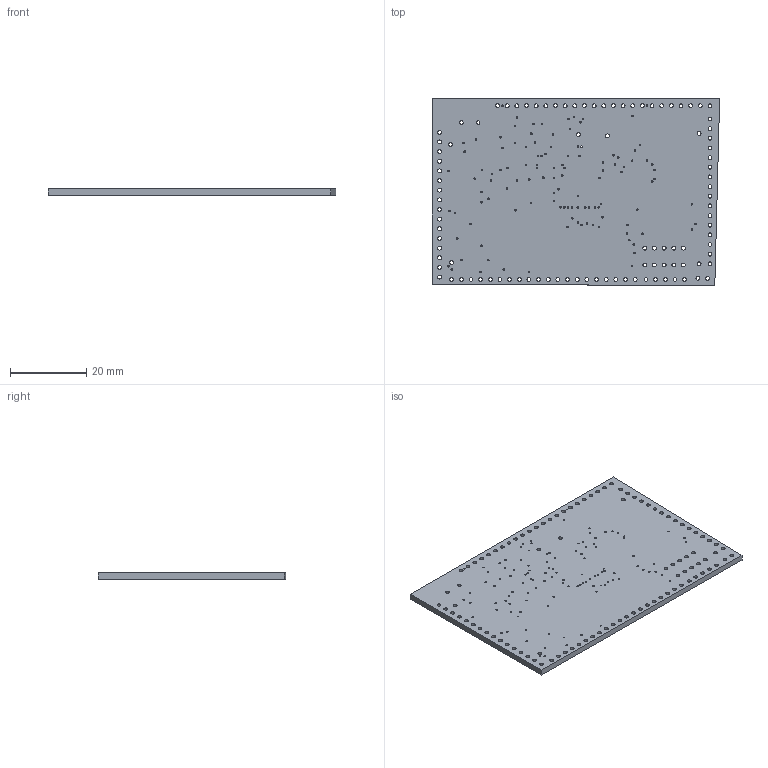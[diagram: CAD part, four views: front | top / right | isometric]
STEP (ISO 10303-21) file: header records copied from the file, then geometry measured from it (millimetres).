
FILE_DESCRIPTION(('for SolidWorks'),'2;1');
FILE_NAME('STM32F765VIT6 STEP.step', '2022-09-28T14:48:22',('murat'),(''),'Open CASCADE STEP processor 6.6' ,'DipTrace','Unknown');
FILE_SCHEMA(('AUTOMOTIVE_DESIGN { 1 0 10303 214 1 1 1 1 }'));
Length unit declared in the file: millimetre
Products named in the file (2): PCB_STM32F765VIT6_STEP; Board_STM32F765VIT6_STEP
Assembly tree (1 placements, depth 2):
  PCB_STM32F765VIT6_STEP
    Board_STM32F765VIT6_STEP
Bounding box: 75.56 x 49.21 x 1.59 mm (x, y, z)
Volume: 5691.8 mm3; surface area: 8291.1 mm2
Topology: 1 solids, 1 shells, 221 faces, 657 edges, 438 vertices
Faces by surface type: cylinder 215, plane 6
Full cylindrical faces by diameter (mm): 0.4 x115, 0.9 x2, 1 x4, 1.016 x94
Entity records: 8578 total; most frequent: DIRECTION 1533, CARTESIAN_POINT 1318, ORIENTED_EDGE 1314, EDGE_CURVE 657, AXIS2_PLACEMENT_3D 653, FACE_BOUND 651, EDGE_LOOP 651, VERTEX_POINT 438
